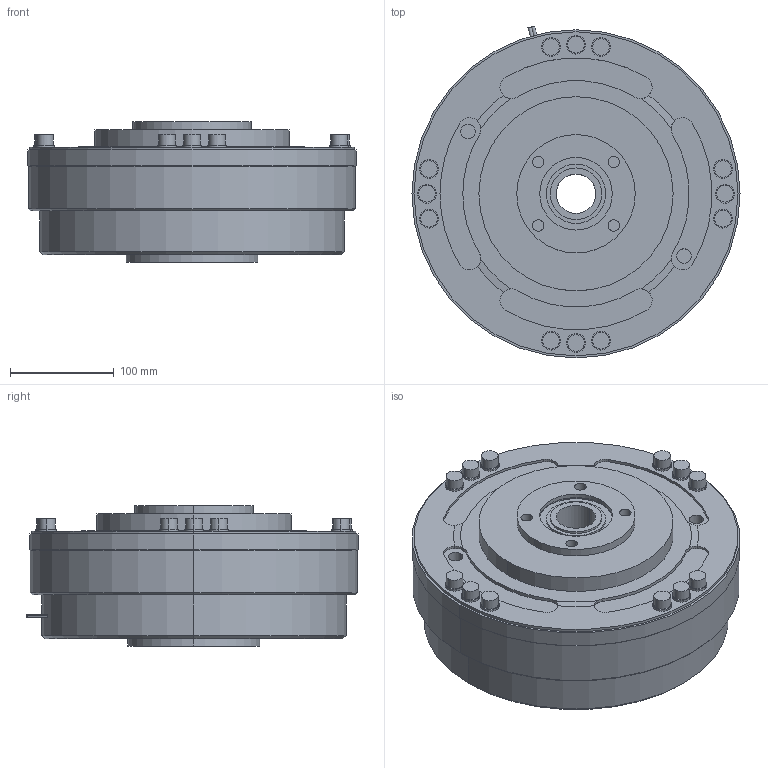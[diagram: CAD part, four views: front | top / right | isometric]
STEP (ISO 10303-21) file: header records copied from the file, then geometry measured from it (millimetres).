
FILE_DESCRIPTION (( 'STEP AP203' ), '1' );
FILE_NAME ('MMC 140E-01_80002327_乾式単板電磁クラッチ組立.STEP', '2016-03-25T00:36:04', ( ' ' ), ( '' ), 'SwSTEP 2.0', 'SolidWorks 2009', '' );
FILE_SCHEMA (( 'CONFIG_CONTROL_DESIGN' ));
Length unit declared in the file: millimetre
Products named in the file (1): MMC 140E-01_80002327_乾式単板電磁クラッチ組立
Bounding box: 316 x 319.68 x 135 mm (x, y, z)
Volume: 7905510.6 mm3; surface area: 452350.3 mm2
Topology: 3 solids, 3 shells, 239 faces, 552 edges, 360 vertices
Faces by surface type: cylinder 155, plane 62, cone 14, torus 8
Entity records: 7177 total; most frequent: CARTESIAN_POINT 1368, DIRECTION 1346, ORIENTED_EDGE 1088, AXIS2_PLACEMENT_3D 586, EDGE_CURVE 544, VERTEX_POINT 360, CIRCLE 346, EDGE_LOOP 302
